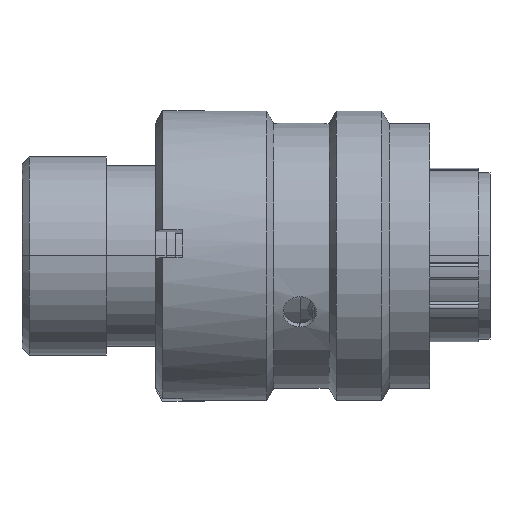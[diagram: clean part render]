
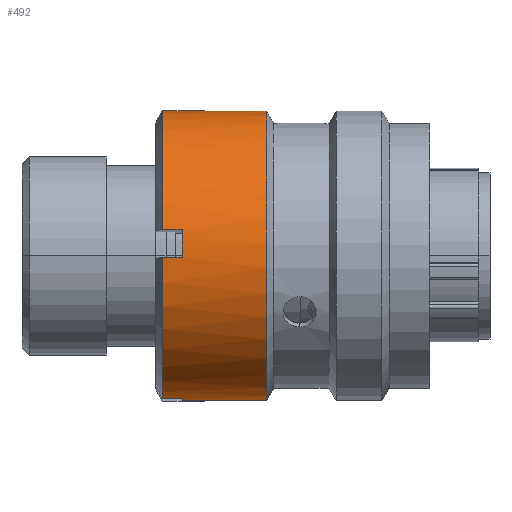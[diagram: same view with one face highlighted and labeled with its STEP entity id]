
A CAD part, top view. The second image highlights one B-rep face of the part: STEP entity #492.
In plain terms, the highlighted cylindrical face has radius 10.35 mm (diameter 20.7 mm), a partial arc.
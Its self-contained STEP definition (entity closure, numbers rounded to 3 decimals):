
#38 = EDGE_CURVE ( 'NONE', #6618, #13207, #23888, .T. ) ;
#88 = CARTESIAN_POINT ( 'NONE',  ( 11.42, -10.313, 0.878 ) ) ;
#402 = ORIENTED_EDGE ( 'NONE', *, *, #38, .T. ) ;
#492 = ADVANCED_FACE ( 'NONE', ( #28642 ), #27894, .T. ) ;
#595 = DIRECTION ( 'NONE',  ( -1., 0., 0. ) ) ;
#1362 = EDGE_CURVE ( 'NONE', #10905, #30548, #25968, .T. ) ;
#1683 = CARTESIAN_POINT ( 'NONE',  ( 17.44, 0., 0. ) ) ;
#2216 = CIRCLE ( 'NONE', #29140, 10.35 ) ;
#2824 = EDGE_CURVE ( 'NONE', #24332, #19601, #2216, .T. ) ;
#2905 = ORIENTED_EDGE ( 'NONE', *, *, #14065, .T. ) ;
#3434 = VERTEX_POINT ( 'NONE', #88 ) ;
#3482 = EDGE_CURVE ( 'NONE', #26409, #6618, #21675, .T. ) ;
#3606 = DIRECTION ( 'NONE',  ( 1., 0., 0. ) ) ;
#3692 = CARTESIAN_POINT ( 'NONE',  ( 17.44, -10.313, 0.878 ) ) ;
#4214 = CIRCLE ( 'NONE', #19244, 10.35 ) ;
#5415 = CARTESIAN_POINT ( 'NONE',  ( 10.02, 10.349, 0.123 ) ) ;
#5429 = CARTESIAN_POINT ( 'NONE',  ( 11.42, 0., 0. ) ) ;
#5446 = CARTESIAN_POINT ( 'NONE',  ( 11.42, 10.313, -0.878 ) ) ;
#6303 = VECTOR ( 'NONE', #11365, 1000. ) ;
#6578 = CARTESIAN_POINT ( 'NONE',  ( 10.02, 0., 0. ) ) ;
#6618 = VERTEX_POINT ( 'NONE', #28963 ) ;
#6757 = EDGE_LOOP ( 'NONE', ( #8332, #2905, #17263, #25300, #11168, #17872, #17527, #26922, #10220, #16297, #402, #25756 ) ) ;
#7125 = AXIS2_PLACEMENT_3D ( 'NONE', #1683, #11392, #15928 ) ;
#7330 = CARTESIAN_POINT ( 'NONE',  ( 11.42, -10.18, 1.87 ) ) ;
#7412 = AXIS2_PLACEMENT_3D ( 'NONE', #6578, #23141, #8990 ) ;
#7463 = LINE ( 'NONE', #24189, #24486 ) ;
#7524 = CARTESIAN_POINT ( 'NONE',  ( 11.42, -0.123, 10.349 ) ) ;
#7556 = VERTEX_POINT ( 'NONE', #26241 ) ;
#8332 = ORIENTED_EDGE ( 'NONE', *, *, #29736, .F. ) ;
#8526 = DIRECTION ( 'NONE',  ( 0., -0.996, 0.085 ) ) ;
#8990 = DIRECTION ( 'NONE',  ( 0., -0.996, 0.085 ) ) ;
#9009 = VECTOR ( 'NONE', #15740, 1000. ) ;
#9078 = VECTOR ( 'NONE', #28585, 1000. ) ;
#9455 = DIRECTION ( 'NONE',  ( -1., 0., 0. ) ) ;
#10220 = ORIENTED_EDGE ( 'NONE', *, *, #29865, .F. ) ;
#10716 = CARTESIAN_POINT ( 'NONE',  ( 10.02, 0., 0. ) ) ;
#10778 = CARTESIAN_POINT ( 'NONE',  ( 11.42, 0., 0. ) ) ;
#10882 = DIRECTION ( 'NONE',  ( -1., 0., 0. ) ) ;
#10905 = VERTEX_POINT ( 'NONE', #5415 ) ;
#10937 = VERTEX_POINT ( 'NONE', #17525 ) ;
#11168 = ORIENTED_EDGE ( 'NONE', *, *, #2824, .F. ) ;
#11365 = DIRECTION ( 'NONE',  ( 1., 0., 0. ) ) ;
#11392 = DIRECTION ( 'NONE',  ( 1., 0., 0. ) ) ;
#11676 = CARTESIAN_POINT ( 'NONE',  ( 11.42, 1.87, 10.18 ) ) ;
#12403 = DIRECTION ( 'NONE',  ( -1., 0., 0. ) ) ;
#12843 = EDGE_CURVE ( 'NONE', #28665, #13207, #7463, .T. ) ;
#12864 = DIRECTION ( 'NONE',  ( -1., 0., 0. ) ) ;
#13207 = VERTEX_POINT ( 'NONE', #15012 ) ;
#13246 = VERTEX_POINT ( 'NONE', #3692 ) ;
#13479 = LINE ( 'NONE', #25108, #9009 ) ;
#14065 = EDGE_CURVE ( 'NONE', #3434, #13246, #13479, .T. ) ;
#14652 = CARTESIAN_POINT ( 'NONE',  ( 11.42, -0.123, 10.349 ) ) ;
#15012 = CARTESIAN_POINT ( 'NONE',  ( 10.02, -10.18, 1.87 ) ) ;
#15601 = EDGE_CURVE ( 'NONE', #7556, #13246, #21326, .T. ) ;
#15740 = DIRECTION ( 'NONE',  ( 1., 0., 0. ) ) ;
#15928 = DIRECTION ( 'NONE',  ( 0., 0.996, -0.085 ) ) ;
#16132 = LINE ( 'NONE', #11676, #9078 ) ;
#16297 = ORIENTED_EDGE ( 'NONE', *, *, #3482, .T. ) ;
#16398 = EDGE_CURVE ( 'NONE', #10937, #30548, #16132, .T. ) ;
#16558 = EDGE_CURVE ( 'NONE', #24332, #10905, #20903, .T. ) ;
#17263 = ORIENTED_EDGE ( 'NONE', *, *, #15601, .F. ) ;
#17525 = CARTESIAN_POINT ( 'NONE',  ( 11.42, 1.87, 10.18 ) ) ;
#17527 = ORIENTED_EDGE ( 'NONE', *, *, #1362, .T. ) ;
#17872 = ORIENTED_EDGE ( 'NONE', *, *, #16558, .T. ) ;
#18079 = DIRECTION ( 'NONE',  ( 0., 0.996, -0.085 ) ) ;
#18635 = CIRCLE ( 'NONE', #29157, 10.35 ) ;
#19244 = AXIS2_PLACEMENT_3D ( 'NONE', #10778, #10882, #27280 ) ;
#19259 = CARTESIAN_POINT ( 'NONE',  ( 10.02, 1.87, 10.18 ) ) ;
#19601 = VERTEX_POINT ( 'NONE', #5446 ) ;
#19802 = CARTESIAN_POINT ( 'NONE',  ( 29.07, 0., 0. ) ) ;
#19948 = DIRECTION ( 'NONE',  ( 0., 0.085, 0.996 ) ) ;
#20444 = DIRECTION ( 'NONE',  ( 1., 0., 0. ) ) ;
#20903 = LINE ( 'NONE', #30614, #28659 ) ;
#20964 = VECTOR ( 'NONE', #12403, 1000. ) ;
#21326 = CIRCLE ( 'NONE', #7125, 10.35 ) ;
#21675 = LINE ( 'NONE', #14652, #20964 ) ;
#22128 = CARTESIAN_POINT ( 'NONE',  ( 11.42, 0., 0. ) ) ;
#23141 = DIRECTION ( 'NONE',  ( 1., 0., 0. ) ) ;
#23334 = CARTESIAN_POINT ( 'NONE',  ( 29.07, 10.313, -0.878 ) ) ;
#23351 = LINE ( 'NONE', #23334, #6303 ) ;
#23457 = AXIS2_PLACEMENT_3D ( 'NONE', #19802, #20444, #18079 ) ;
#23888 = CIRCLE ( 'NONE', #7412, 10.35 ) ;
#24086 = AXIS2_PLACEMENT_3D ( 'NONE', #10716, #3606, #8526 ) ;
#24189 = CARTESIAN_POINT ( 'NONE',  ( 11.42, -10.18, 1.87 ) ) ;
#24332 = VERTEX_POINT ( 'NONE', #24971 ) ;
#24486 = VECTOR ( 'NONE', #26341, 1000. ) ;
#24971 = CARTESIAN_POINT ( 'NONE',  ( 11.42, 10.349, 0.123 ) ) ;
#25108 = CARTESIAN_POINT ( 'NONE',  ( 29.07, -10.313, 0.878 ) ) ;
#25300 = ORIENTED_EDGE ( 'NONE', *, *, #27403, .F. ) ;
#25756 = ORIENTED_EDGE ( 'NONE', *, *, #12843, .F. ) ;
#25968 = CIRCLE ( 'NONE', #24086, 10.35 ) ;
#26241 = CARTESIAN_POINT ( 'NONE',  ( 17.44, 10.313, -0.878 ) ) ;
#26341 = DIRECTION ( 'NONE',  ( -1., 0., 0. ) ) ;
#26409 = VERTEX_POINT ( 'NONE', #7524 ) ;
#26797 = DIRECTION ( 'NONE',  ( 0., 0.085, 0.996 ) ) ;
#26922 = ORIENTED_EDGE ( 'NONE', *, *, #16398, .F. ) ;
#27280 = DIRECTION ( 'NONE',  ( 0., 0.085, 0.996 ) ) ;
#27403 = EDGE_CURVE ( 'NONE', #19601, #7556, #23351, .T. ) ;
#27894 = CYLINDRICAL_SURFACE ( 'NONE', #23457, 10.35 ) ;
#28585 = DIRECTION ( 'NONE',  ( -1., 0., 0. ) ) ;
#28642 = FACE_OUTER_BOUND ( 'NONE', #6757, .T. ) ;
#28659 = VECTOR ( 'NONE', #9455, 1000. ) ;
#28665 = VERTEX_POINT ( 'NONE', #7330 ) ;
#28963 = CARTESIAN_POINT ( 'NONE',  ( 10.02, -0.123, 10.349 ) ) ;
#29140 = AXIS2_PLACEMENT_3D ( 'NONE', #5429, #595, #26797 ) ;
#29157 = AXIS2_PLACEMENT_3D ( 'NONE', #22128, #12864, #19948 ) ;
#29736 = EDGE_CURVE ( 'NONE', #3434, #28665, #18635, .T. ) ;
#29865 = EDGE_CURVE ( 'NONE', #26409, #10937, #4214, .T. ) ;
#30548 = VERTEX_POINT ( 'NONE', #19259 ) ;
#30614 = CARTESIAN_POINT ( 'NONE',  ( 11.42, 10.349, 0.123 ) ) ;
